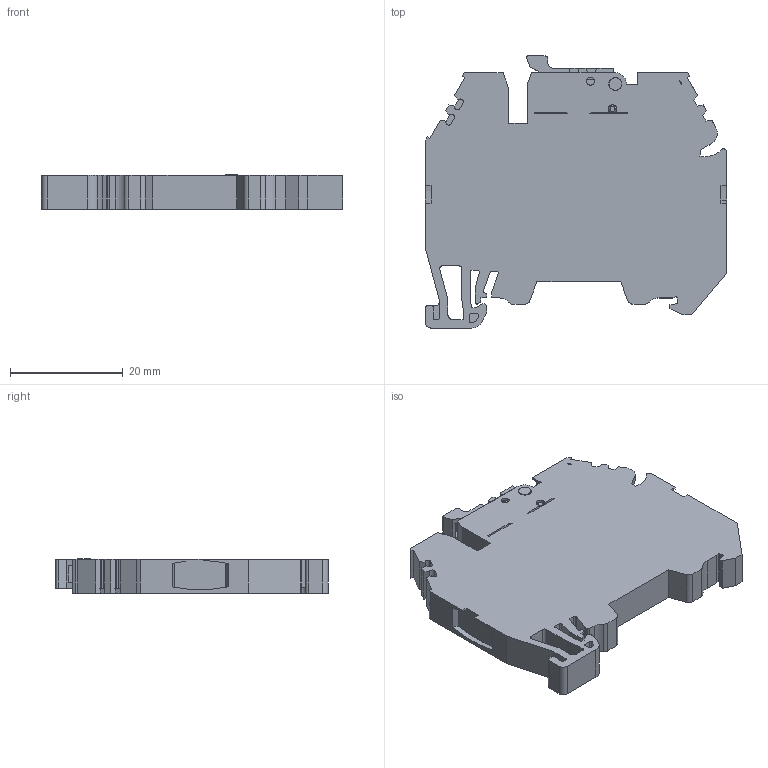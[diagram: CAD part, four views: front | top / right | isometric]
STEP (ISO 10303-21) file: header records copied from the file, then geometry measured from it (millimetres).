
FILE_DESCRIPTION (( 'STEP AP214' ), '1' );
FILE_NAME ('353109_ASK 3 A_Grey.STP', '2013-11-12T13:41:02', ( 'arge' ), ( 'Microsoft' ), 'SwSTEP 2.0', 'SolidWorks 2013', '' );
FILE_SCHEMA (( 'AUTOMOTIVE_DESIGN' ));
Length unit declared in the file: millimetre
Products named in the file (1): 353109_ASK 3 A_Grey
Bounding box: 53.5 x 48.35 x 6.12 mm (x, y, z)
Volume: 11354.6 mm3; surface area: 6819.4 mm2
Topology: 1 solids, 1 shells, 408 faces, 1219 edges, 804 vertices
Faces by surface type: plane 276, cylinder 100, bspline 30, cone 2
Entity records: 19801 total; most frequent: CARTESIAN_POINT 4270, ORIENTED_EDGE 2438, DIRECTION 2119, EDGE_CURVE 1219, VECTOR 941, LINE 941, VERTEX_POINT 804, AXIS2_PLACEMENT_3D 589
